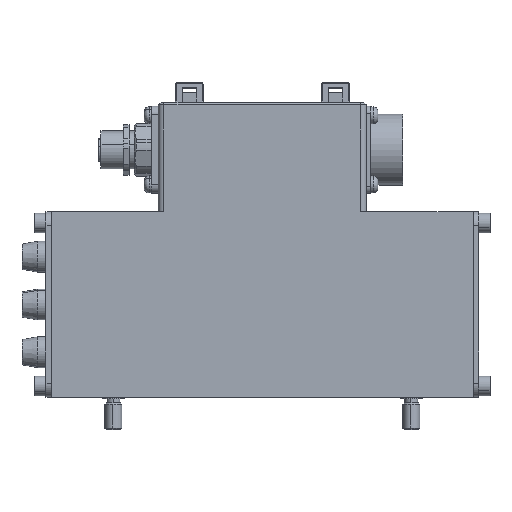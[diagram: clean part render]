
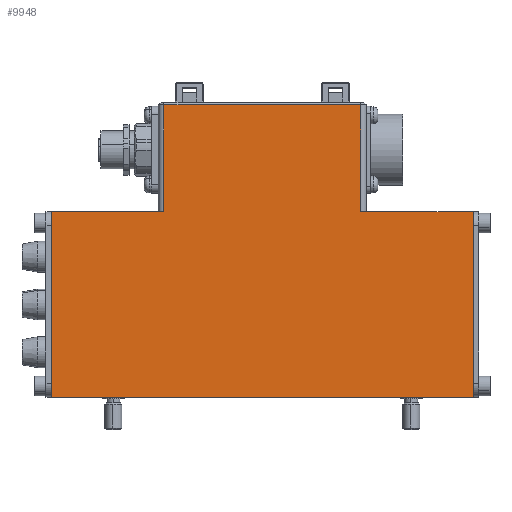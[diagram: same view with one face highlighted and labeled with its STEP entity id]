
A CAD part, top view. The second image highlights one B-rep face of the part: STEP entity #9948.
In plain terms, the highlighted planar face has unit normal (0, 0, 1).
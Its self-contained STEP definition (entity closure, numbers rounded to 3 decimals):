
#3737 = VECTOR ( 'NONE', #40599, 1000. ) ;
#4123 = CARTESIAN_POINT ( 'NONE',  ( -75., 120.5, 58.5 ) ) ;
#4265 = CARTESIAN_POINT ( 'NONE',  ( -75., 186.5, 58.5 ) ) ;
#4391 = LINE ( 'NONE', #80165, #26375 ) ;
#5818 = CARTESIAN_POINT ( 'NONE',  ( -35., 224.5, 58.5 ) ) ;
#6149 = DIRECTION ( 'NONE',  ( 1., 0., 0. ) ) ;
#7361 = CARTESIAN_POINT ( 'NONE',  ( -35., 186.5, 58.5 ) ) ;
#9443 = ORIENTED_EDGE ( 'NONE', *, *, #85891, .F. ) ;
#9948 = ADVANCED_FACE ( 'NONE', ( #12845 ), #15905, .F. ) ;
#12845 = FACE_OUTER_BOUND ( 'NONE', #95671, .T. ) ;
#15905 = PLANE ( 'NONE',  #64443 ) ;
#19400 = ORIENTED_EDGE ( 'NONE', *, *, #56439, .T. ) ;
#19669 = ORIENTED_EDGE ( 'NONE', *, *, #47038, .F. ) ;
#19815 = VERTEX_POINT ( 'NONE', #62809 ) ;
#23629 = CARTESIAN_POINT ( 'NONE',  ( -75., 120.5, 58.5 ) ) ;
#24211 = DIRECTION ( 'NONE',  ( 0., 1., 0. ) ) ;
#26375 = VECTOR ( 'NONE', #88557, 1000. ) ;
#32595 = CARTESIAN_POINT ( 'NONE',  ( -35., 224.5, 58.5 ) ) ;
#33021 = CARTESIAN_POINT ( 'NONE',  ( 35., 224.5, 58.5 ) ) ;
#33194 = DIRECTION ( 'NONE',  ( 0., -1., 0. ) ) ;
#36562 = ORIENTED_EDGE ( 'NONE', *, *, #74848, .T. ) ;
#40599 = DIRECTION ( 'NONE',  ( -1., 0., 0. ) ) ;
#41383 = LINE ( 'NONE', #4265, #63385 ) ;
#44037 = VECTOR ( 'NONE', #69990, 1000. ) ;
#46414 = EDGE_CURVE ( 'NONE', #48062, #58907, #105546, .T. ) ;
#47038 = EDGE_CURVE ( 'NONE', #89129, #104316, #102240, .T. ) ;
#47420 = CARTESIAN_POINT ( 'NONE',  ( -75., 186.5, 58.5 ) ) ;
#47780 = LINE ( 'NONE', #32595, #3737 ) ;
#48062 = VERTEX_POINT ( 'NONE', #5818 ) ;
#48893 = CARTESIAN_POINT ( 'NONE',  ( -75., 186.5, 58.5 ) ) ;
#49057 = ORIENTED_EDGE ( 'NONE', *, *, #86035, .F. ) ;
#49134 = VERTEX_POINT ( 'NONE', #33021 ) ;
#56439 = EDGE_CURVE ( 'NONE', #49134, #48062, #47780, .T. ) ;
#58907 = VERTEX_POINT ( 'NONE', #89875 ) ;
#60809 = VECTOR ( 'NONE', #69891, 1000. ) ;
#60827 = VERTEX_POINT ( 'NONE', #78291 ) ;
#62154 = DIRECTION ( 'NONE',  ( 0., -1., 0. ) ) ;
#62809 = CARTESIAN_POINT ( 'NONE',  ( -75., 186.5, 58.5 ) ) ;
#63385 = VECTOR ( 'NONE', #62154, 1000. ) ;
#64443 = AXIS2_PLACEMENT_3D ( 'NONE', #48893, #73857, #24211 ) ;
#65273 = ORIENTED_EDGE ( 'NONE', *, *, #105041, .T. ) ;
#67076 = CARTESIAN_POINT ( 'NONE',  ( 75., 186.5, 58.5 ) ) ;
#69891 = DIRECTION ( 'NONE',  ( 1., 0., 0. ) ) ;
#69990 = DIRECTION ( 'NONE',  ( 1., 0., 0. ) ) ;
#72441 = VECTOR ( 'NONE', #6149, 1000. ) ;
#73857 = DIRECTION ( 'NONE',  ( 0., 0., -1. ) ) ;
#74509 = CARTESIAN_POINT ( 'NONE',  ( 75., 120.5, 58.5 ) ) ;
#74848 = EDGE_CURVE ( 'NONE', #60827, #49134, #4391, .T. ) ;
#78291 = CARTESIAN_POINT ( 'NONE',  ( 35., 186.5, 58.5 ) ) ;
#80165 = CARTESIAN_POINT ( 'NONE',  ( 35., 186.5, 58.5 ) ) ;
#82911 = CARTESIAN_POINT ( 'NONE',  ( 75., 186.5, 58.5 ) ) ;
#82928 = LINE ( 'NONE', #94641, #60809 ) ;
#82953 = LINE ( 'NONE', #4123, #44037 ) ;
#83405 = VECTOR ( 'NONE', #90315, 1000. ) ;
#85301 = VECTOR ( 'NONE', #33194, 1000. ) ;
#85891 = EDGE_CURVE ( 'NONE', #60827, #89129, #82928, .T. ) ;
#86035 = EDGE_CURVE ( 'NONE', #19815, #58907, #94611, .T. ) ;
#88557 = DIRECTION ( 'NONE',  ( 0., 1., 0. ) ) ;
#89129 = VERTEX_POINT ( 'NONE', #67076 ) ;
#89875 = CARTESIAN_POINT ( 'NONE',  ( -35., 186.5, 58.5 ) ) ;
#90315 = DIRECTION ( 'NONE',  ( 0., -1., 0. ) ) ;
#94611 = LINE ( 'NONE', #47420, #72441 ) ;
#94641 = CARTESIAN_POINT ( 'NONE',  ( -75., 186.5, 58.5 ) ) ;
#95380 = EDGE_CURVE ( 'NONE', #19815, #107131, #41383, .T. ) ;
#95671 = EDGE_LOOP ( 'NONE', ( #36562, #19400, #101419, #49057, #107348, #65273, #19669, #9443 ) ) ;
#101419 = ORIENTED_EDGE ( 'NONE', *, *, #46414, .T. ) ;
#102240 = LINE ( 'NONE', #82911, #85301 ) ;
#104316 = VERTEX_POINT ( 'NONE', #74509 ) ;
#105041 = EDGE_CURVE ( 'NONE', #107131, #104316, #82953, .T. ) ;
#105546 = LINE ( 'NONE', #7361, #83405 ) ;
#107131 = VERTEX_POINT ( 'NONE', #23629 ) ;
#107348 = ORIENTED_EDGE ( 'NONE', *, *, #95380, .T. ) ;
